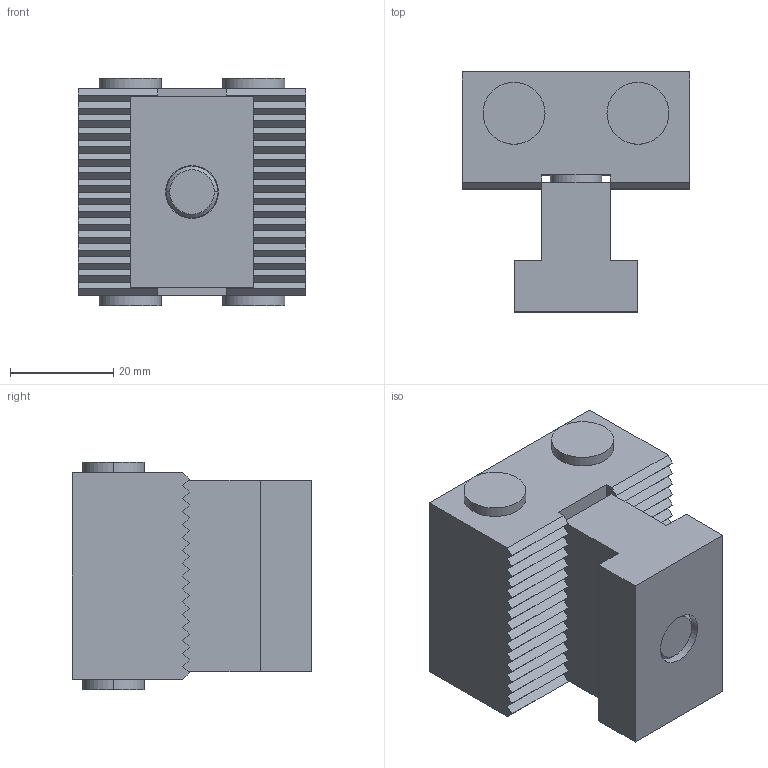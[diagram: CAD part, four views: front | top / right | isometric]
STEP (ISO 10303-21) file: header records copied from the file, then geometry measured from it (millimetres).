
FILE_DESCRIPTION(('STEP AP214'),'1');
FILE_NAME('HALDERV_EH_1586_010.stp','2017-08-30T11:18:14',('TraceParts'),('TraceParts S.A.'),'Spatial InterOp 3D',' ',' ');
FILE_SCHEMA(('automotive_design'));
Length unit declared in the file: millimetre
Products named in the file (7): HALDERV_EH_1586_010_1; HALDERV_EH_1586_010_2; HALDERV_EH_1586_010_3; HALDERV_EH_1586_010_4; HALDERV_EH_1586_010_5; HALDERV_EH_1586_010_6; HALDERV_EH_1586_010_7
Bounding box: 44 x 46.4 x 44 mm (x, y, z)
Volume: 54202.2 mm3; surface area: 16934.5 mm2
Topology: 7 solids, 7 shells, 123 faces, 317 edges, 211 vertices
Faces by surface type: plane 101, cylinder 18, torus 2, cone 2
Entity records: 4806 total; most frequent: CARTESIAN_POINT 658, ORIENTED_EDGE 634, DIRECTION 622, EDGE_CURVE 317, LINE 272, VECTOR 272, VERTEX_POINT 211, AXIS2_PLACEMENT_3D 175
